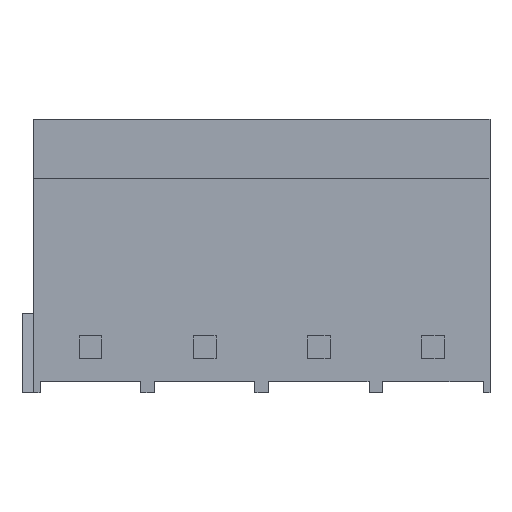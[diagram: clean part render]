
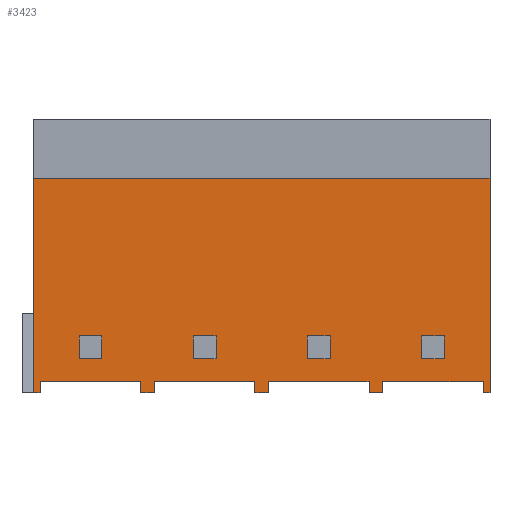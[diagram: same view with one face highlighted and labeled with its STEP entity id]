
A CAD part, front view. The second image highlights one B-rep face of the part: STEP entity #3423.
In plain terms, the highlighted planar face has unit normal (0, -1, 0).
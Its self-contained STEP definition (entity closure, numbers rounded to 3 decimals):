
#207=DIRECTION('',(0.,0.,-1.));
#208=VECTOR('',#207,9.4);
#209=CARTESIAN_POINT('',(-10.,-3.85,-2.6));
#210=LINE('',#209,#208);
#707=DIRECTION('',(0.,0.,-1.));
#708=VECTOR('',#707,9.4);
#709=CARTESIAN_POINT('',(10.,-3.85,-2.6));
#710=LINE('',#709,#708);
#784=DIRECTION('',(0.,0.,1.));
#785=VECTOR('',#784,0.5);
#786=CARTESIAN_POINT('',(5.3,-3.85,-12.));
#787=LINE('',#786,#785);
#791=DIRECTION('',(0.,0.,1.));
#792=VECTOR('',#791,0.5);
#793=CARTESIAN_POINT('',(4.7,-3.85,-12.));
#794=LINE('',#793,#792);
#798=DIRECTION('',(1.,0.,0.));
#799=VECTOR('',#798,4.4);
#800=CARTESIAN_POINT('',(0.3,-3.85,-11.5));
#801=LINE('',#800,#799);
#805=DIRECTION('',(0.,0.,1.));
#806=VECTOR('',#805,0.5);
#807=CARTESIAN_POINT('',(0.3,-3.85,-12.));
#808=LINE('',#807,#806);
#812=DIRECTION('',(0.,0.,1.));
#813=VECTOR('',#812,0.5);
#814=CARTESIAN_POINT('',(-0.3,-3.85,-12.));
#815=LINE('',#814,#813);
#819=DIRECTION('',(1.,0.,0.));
#820=VECTOR('',#819,4.4);
#821=CARTESIAN_POINT('',(-4.7,-3.85,-11.5));
#822=LINE('',#821,#820);
#826=DIRECTION('',(0.,0.,1.));
#827=VECTOR('',#826,0.5);
#828=CARTESIAN_POINT('',(-4.7,-3.85,-12.));
#829=LINE('',#828,#827);
#833=DIRECTION('',(0.,0.,1.));
#834=VECTOR('',#833,0.5);
#835=CARTESIAN_POINT('',(-5.3,-3.85,-12.));
#836=LINE('',#835,#834);
#840=DIRECTION('',(1.,0.,0.));
#841=VECTOR('',#840,4.4);
#842=CARTESIAN_POINT('',(-9.7,-3.85,-11.5));
#843=LINE('',#842,#841);
#847=DIRECTION('',(0.,0.,1.));
#848=VECTOR('',#847,0.5);
#849=CARTESIAN_POINT('',(-9.7,-3.85,-12.));
#850=LINE('',#849,#848);
#854=DIRECTION('',(1.,0.,0.));
#855=VECTOR('',#854,20.);
#856=CARTESIAN_POINT('',(-10.,-3.85,-2.6));
#857=LINE('',#856,#855);
#861=DIRECTION('',(0.,0.,1.));
#862=VECTOR('',#861,0.5);
#863=CARTESIAN_POINT('',(9.7,-3.85,-12.));
#864=LINE('',#863,#862);
#868=DIRECTION('',(1.,0.,0.));
#869=VECTOR('',#868,4.4);
#870=CARTESIAN_POINT('',(5.3,-3.85,-11.5));
#871=LINE('',#870,#869);
#875=DIRECTION('',(0.,0.,-1.));
#876=VECTOR('',#875,1.);
#877=CARTESIAN_POINT('',(-7.,-3.85,-9.5));
#878=LINE('',#877,#876);
#882=DIRECTION('',(-1.,0.,0.));
#883=VECTOR('',#882,1.);
#884=CARTESIAN_POINT('',(-7.,-3.85,-9.5));
#885=LINE('',#884,#883);
#889=DIRECTION('',(0.,0.,-1.));
#890=VECTOR('',#889,1.);
#891=CARTESIAN_POINT('',(-8.,-3.85,-9.5));
#892=LINE('',#891,#890);
#896=DIRECTION('',(-1.,0.,0.));
#897=VECTOR('',#896,1.);
#898=CARTESIAN_POINT('',(-7.,-3.85,-10.5));
#899=LINE('',#898,#897);
#903=DIRECTION('',(0.,0.,-1.));
#904=VECTOR('',#903,1.);
#905=CARTESIAN_POINT('',(-2.,-3.85,-9.5));
#906=LINE('',#905,#904);
#910=DIRECTION('',(-1.,0.,0.));
#911=VECTOR('',#910,1.);
#912=CARTESIAN_POINT('',(-2.,-3.85,-9.5));
#913=LINE('',#912,#911);
#917=DIRECTION('',(0.,0.,-1.));
#918=VECTOR('',#917,1.);
#919=CARTESIAN_POINT('',(-3.,-3.85,-9.5));
#920=LINE('',#919,#918);
#924=DIRECTION('',(-1.,0.,0.));
#925=VECTOR('',#924,1.);
#926=CARTESIAN_POINT('',(-2.,-3.85,-10.5));
#927=LINE('',#926,#925);
#931=DIRECTION('',(0.,0.,-1.));
#932=VECTOR('',#931,1.);
#933=CARTESIAN_POINT('',(3.,-3.85,-9.5));
#934=LINE('',#933,#932);
#938=DIRECTION('',(-1.,0.,0.));
#939=VECTOR('',#938,1.);
#940=CARTESIAN_POINT('',(3.,-3.85,-9.5));
#941=LINE('',#940,#939);
#945=DIRECTION('',(0.,0.,-1.));
#946=VECTOR('',#945,1.);
#947=CARTESIAN_POINT('',(2.,-3.85,-9.5));
#948=LINE('',#947,#946);
#952=DIRECTION('',(-1.,0.,0.));
#953=VECTOR('',#952,1.);
#954=CARTESIAN_POINT('',(3.,-3.85,-10.5));
#955=LINE('',#954,#953);
#959=DIRECTION('',(0.,0.,-1.));
#960=VECTOR('',#959,1.);
#961=CARTESIAN_POINT('',(8.,-3.85,-9.5));
#962=LINE('',#961,#960);
#966=DIRECTION('',(-1.,0.,0.));
#967=VECTOR('',#966,1.);
#968=CARTESIAN_POINT('',(8.,-3.85,-9.5));
#969=LINE('',#968,#967);
#973=DIRECTION('',(0.,0.,-1.));
#974=VECTOR('',#973,1.);
#975=CARTESIAN_POINT('',(7.,-3.85,-9.5));
#976=LINE('',#975,#974);
#980=DIRECTION('',(-1.,0.,0.));
#981=VECTOR('',#980,1.);
#982=CARTESIAN_POINT('',(8.,-3.85,-10.5));
#983=LINE('',#982,#981);
#1148=DIRECTION('',(1.,0.,0.));
#1149=VECTOR('',#1148,0.3);
#1150=CARTESIAN_POINT('',(-10.,-3.85,-12.));
#1151=LINE('',#1150,#1149);
#1169=DIRECTION('',(1.,0.,0.));
#1170=VECTOR('',#1169,0.6);
#1171=CARTESIAN_POINT('',(-5.3,-3.85,-12.));
#1172=LINE('',#1171,#1170);
#1190=DIRECTION('',(1.,0.,0.));
#1191=VECTOR('',#1190,0.6);
#1192=CARTESIAN_POINT('',(-0.3,-3.85,-12.));
#1193=LINE('',#1192,#1191);
#1211=DIRECTION('',(1.,0.,0.));
#1212=VECTOR('',#1211,0.6);
#1213=CARTESIAN_POINT('',(4.7,-3.85,-12.));
#1214=LINE('',#1213,#1212);
#1225=DIRECTION('',(1.,0.,0.));
#1226=VECTOR('',#1225,0.3);
#1227=CARTESIAN_POINT('',(9.7,-3.85,-12.));
#1228=LINE('',#1227,#1226);
#2501=CARTESIAN_POINT('',(-10.,-3.85,-2.6));
#2502=VERTEX_POINT('',#2501);
#2503=CARTESIAN_POINT('',(-10.,-3.85,-12.));
#2504=VERTEX_POINT('',#2503);
#2535=CARTESIAN_POINT('',(10.,-3.85,-2.6));
#2536=VERTEX_POINT('',#2535);
#2537=CARTESIAN_POINT('',(10.,-3.85,-12.));
#2538=VERTEX_POINT('',#2537);
#2597=CARTESIAN_POINT('',(-9.7,-3.85,-12.));
#2598=CARTESIAN_POINT('',(-9.7,-3.85,-11.5));
#2599=VERTEX_POINT('',#2597);
#2600=VERTEX_POINT('',#2598);
#2601=CARTESIAN_POINT('',(-5.3,-3.85,-11.5));
#2602=VERTEX_POINT('',#2601);
#2603=CARTESIAN_POINT('',(-5.3,-3.85,-12.));
#2604=VERTEX_POINT('',#2603);
#2629=CARTESIAN_POINT('',(-7.,-3.85,-9.5));
#2630=CARTESIAN_POINT('',(-7.,-3.85,-10.5));
#2631=VERTEX_POINT('',#2629);
#2632=VERTEX_POINT('',#2630);
#2633=CARTESIAN_POINT('',(-8.,-3.85,-9.5));
#2634=CARTESIAN_POINT('',(-8.,-3.85,-10.5));
#2635=VERTEX_POINT('',#2633);
#2636=VERTEX_POINT('',#2634);
#2679=CARTESIAN_POINT('',(-4.7,-3.85,-12.));
#2680=CARTESIAN_POINT('',(-4.7,-3.85,-11.5));
#2681=VERTEX_POINT('',#2679);
#2682=VERTEX_POINT('',#2680);
#2683=CARTESIAN_POINT('',(-0.3,-3.85,-11.5));
#2684=VERTEX_POINT('',#2683);
#2685=CARTESIAN_POINT('',(-0.3,-3.85,-12.));
#2686=VERTEX_POINT('',#2685);
#2711=CARTESIAN_POINT('',(-2.,-3.85,-9.5));
#2712=CARTESIAN_POINT('',(-2.,-3.85,-10.5));
#2713=VERTEX_POINT('',#2711);
#2714=VERTEX_POINT('',#2712);
#2715=CARTESIAN_POINT('',(-3.,-3.85,-9.5));
#2716=CARTESIAN_POINT('',(-3.,-3.85,-10.5));
#2717=VERTEX_POINT('',#2715);
#2718=VERTEX_POINT('',#2716);
#2743=CARTESIAN_POINT('',(0.3,-3.85,-12.));
#2744=CARTESIAN_POINT('',(0.3,-3.85,-11.5));
#2745=VERTEX_POINT('',#2743);
#2746=VERTEX_POINT('',#2744);
#2747=CARTESIAN_POINT('',(4.7,-3.85,-11.5));
#2748=VERTEX_POINT('',#2747);
#2749=CARTESIAN_POINT('',(4.7,-3.85,-12.));
#2750=VERTEX_POINT('',#2749);
#2775=CARTESIAN_POINT('',(3.,-3.85,-9.5));
#2776=CARTESIAN_POINT('',(3.,-3.85,-10.5));
#2777=VERTEX_POINT('',#2775);
#2778=VERTEX_POINT('',#2776);
#2779=CARTESIAN_POINT('',(2.,-3.85,-9.5));
#2780=CARTESIAN_POINT('',(2.,-3.85,-10.5));
#2781=VERTEX_POINT('',#2779);
#2782=VERTEX_POINT('',#2780);
#2807=CARTESIAN_POINT('',(5.3,-3.85,-12.));
#2808=CARTESIAN_POINT('',(5.3,-3.85,-11.5));
#2809=VERTEX_POINT('',#2807);
#2810=VERTEX_POINT('',#2808);
#2811=CARTESIAN_POINT('',(9.7,-3.85,-11.5));
#2812=VERTEX_POINT('',#2811);
#2813=CARTESIAN_POINT('',(9.7,-3.85,-12.));
#2814=VERTEX_POINT('',#2813);
#2841=CARTESIAN_POINT('',(8.,-3.85,-9.5));
#2842=CARTESIAN_POINT('',(8.,-3.85,-10.5));
#2843=VERTEX_POINT('',#2841);
#2844=VERTEX_POINT('',#2842);
#2845=CARTESIAN_POINT('',(7.,-3.85,-9.5));
#2846=CARTESIAN_POINT('',(7.,-3.85,-10.5));
#2847=VERTEX_POINT('',#2845);
#2848=VERTEX_POINT('',#2846);
#3339=CARTESIAN_POINT('',(-10.,-3.85,-2.6));
#3340=DIRECTION('',(0.,-1.,0.));
#3341=DIRECTION('',(0.,0.,-1.));
#3342=AXIS2_PLACEMENT_3D('',#3339,#3340,#3341);
#3343=PLANE('',#3342);
#3345=ORIENTED_EDGE('',*,*,#3344,.F.);
#3347=ORIENTED_EDGE('',*,*,#3346,.F.);
#3349=ORIENTED_EDGE('',*,*,#3348,.T.);
#3351=ORIENTED_EDGE('',*,*,#3350,.F.);
#3353=ORIENTED_EDGE('',*,*,#3352,.F.);
#3355=ORIENTED_EDGE('',*,*,#3354,.F.);
#3357=ORIENTED_EDGE('',*,*,#3356,.T.);
#3359=ORIENTED_EDGE('',*,*,#3358,.F.);
#3361=ORIENTED_EDGE('',*,*,#3360,.F.);
#3363=ORIENTED_EDGE('',*,*,#3362,.F.);
#3365=ORIENTED_EDGE('',*,*,#3364,.T.);
#3367=ORIENTED_EDGE('',*,*,#3366,.F.);
#3369=ORIENTED_EDGE('',*,*,#3368,.F.);
#3371=ORIENTED_EDGE('',*,*,#3370,.F.);
#3372=ORIENTED_EDGE('',*,*,#2962,.F.);
#3374=ORIENTED_EDGE('',*,*,#3373,.T.);
#3375=ORIENTED_EDGE('',*,*,#3283,.T.);
#3377=ORIENTED_EDGE('',*,*,#3376,.F.);
#3379=ORIENTED_EDGE('',*,*,#3378,.T.);
#3380=ORIENTED_EDGE('',*,*,#3321,.F.);
#3381=EDGE_LOOP('',(#3345,#3347,#3349,#3351,#3353,#3355,#3357,#3359,#3361,#3363,
#3365,#3367,#3369,#3371,#3372,#3374,#3375,#3377,#3379,#3380));
#3382=FACE_OUTER_BOUND('',#3381,.F.);
#3384=ORIENTED_EDGE('',*,*,#3383,.F.);
#3386=ORIENTED_EDGE('',*,*,#3385,.T.);
#3388=ORIENTED_EDGE('',*,*,#3387,.T.);
#3390=ORIENTED_EDGE('',*,*,#3389,.F.);
#3391=EDGE_LOOP('',(#3384,#3386,#3388,#3390));
#3392=FACE_BOUND('',#3391,.F.);
#3394=ORIENTED_EDGE('',*,*,#3393,.F.);
#3396=ORIENTED_EDGE('',*,*,#3395,.T.);
#3398=ORIENTED_EDGE('',*,*,#3397,.T.);
#3400=ORIENTED_EDGE('',*,*,#3399,.F.);
#3401=EDGE_LOOP('',(#3394,#3396,#3398,#3400));
#3402=FACE_BOUND('',#3401,.F.);
#3404=ORIENTED_EDGE('',*,*,#3403,.F.);
#3406=ORIENTED_EDGE('',*,*,#3405,.T.);
#3408=ORIENTED_EDGE('',*,*,#3407,.T.);
#3410=ORIENTED_EDGE('',*,*,#3409,.F.);
#3411=EDGE_LOOP('',(#3404,#3406,#3408,#3410));
#3412=FACE_BOUND('',#3411,.F.);
#3414=ORIENTED_EDGE('',*,*,#3413,.F.);
#3416=ORIENTED_EDGE('',*,*,#3415,.T.);
#3418=ORIENTED_EDGE('',*,*,#3417,.T.);
#3420=ORIENTED_EDGE('',*,*,#3419,.F.);
#3421=EDGE_LOOP('',(#3414,#3416,#3418,#3420));
#3422=FACE_BOUND('',#3421,.F.);
#3423=ADVANCED_FACE('',(#3382,#3392,#3402,#3412,#3422),#3343,.T.);
#2962=EDGE_CURVE('',#2502,#2504,#210,.T.);
#3283=EDGE_CURVE('',#2536,#2538,#710,.T.);
#3321=EDGE_CURVE('',#2810,#2812,#871,.T.);
#3344=EDGE_CURVE('',#2809,#2810,#787,.T.);
#3346=EDGE_CURVE('',#2750,#2809,#1214,.T.);
#3348=EDGE_CURVE('',#2750,#2748,#794,.T.);
#3350=EDGE_CURVE('',#2746,#2748,#801,.T.);
#3352=EDGE_CURVE('',#2745,#2746,#808,.T.);
#3354=EDGE_CURVE('',#2686,#2745,#1193,.T.);
#3356=EDGE_CURVE('',#2686,#2684,#815,.T.);
#3358=EDGE_CURVE('',#2682,#2684,#822,.T.);
#3360=EDGE_CURVE('',#2681,#2682,#829,.T.);
#3362=EDGE_CURVE('',#2604,#2681,#1172,.T.);
#3364=EDGE_CURVE('',#2604,#2602,#836,.T.);
#3366=EDGE_CURVE('',#2600,#2602,#843,.T.);
#3368=EDGE_CURVE('',#2599,#2600,#850,.T.);
#3370=EDGE_CURVE('',#2504,#2599,#1151,.T.);
#3373=EDGE_CURVE('',#2502,#2536,#857,.T.);
#3376=EDGE_CURVE('',#2814,#2538,#1228,.T.);
#3378=EDGE_CURVE('',#2814,#2812,#864,.T.);
#3383=EDGE_CURVE('',#2631,#2632,#878,.T.);
#3385=EDGE_CURVE('',#2631,#2635,#885,.T.);
#3387=EDGE_CURVE('',#2635,#2636,#892,.T.);
#3389=EDGE_CURVE('',#2632,#2636,#899,.T.);
#3393=EDGE_CURVE('',#2713,#2714,#906,.T.);
#3395=EDGE_CURVE('',#2713,#2717,#913,.T.);
#3397=EDGE_CURVE('',#2717,#2718,#920,.T.);
#3399=EDGE_CURVE('',#2714,#2718,#927,.T.);
#3403=EDGE_CURVE('',#2777,#2778,#934,.T.);
#3405=EDGE_CURVE('',#2777,#2781,#941,.T.);
#3407=EDGE_CURVE('',#2781,#2782,#948,.T.);
#3409=EDGE_CURVE('',#2778,#2782,#955,.T.);
#3413=EDGE_CURVE('',#2843,#2844,#962,.T.);
#3415=EDGE_CURVE('',#2843,#2847,#969,.T.);
#3417=EDGE_CURVE('',#2847,#2848,#976,.T.);
#3419=EDGE_CURVE('',#2844,#2848,#983,.T.);
